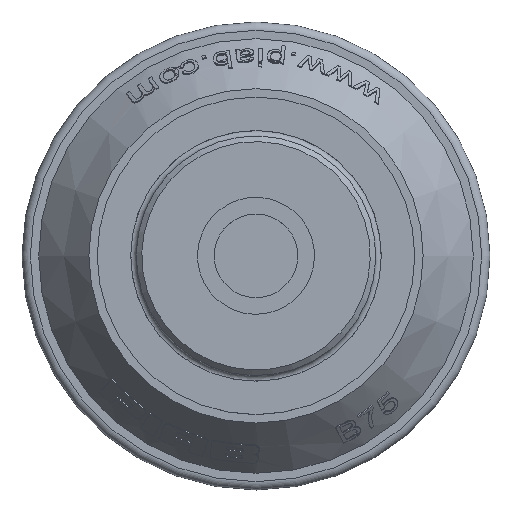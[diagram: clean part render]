
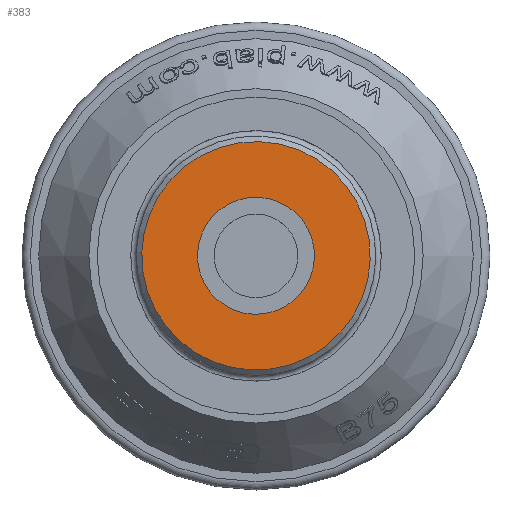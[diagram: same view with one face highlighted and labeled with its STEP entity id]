
A CAD part, top view. The second image highlights one B-rep face of the part: STEP entity #383.
In plain terms, the highlighted planar face has unit normal (0, 0, 1).
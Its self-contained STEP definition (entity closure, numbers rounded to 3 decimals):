
#383 = ADVANCED_FACE( '', ( #1027, #1028 ), #1029, .T. );
#1027 = FACE_OUTER_BOUND( '', #2022, .T. );
#1028 = FACE_BOUND( '', #2023, .T. );
#1029 = PLANE( '', #2024 );
#2022 = EDGE_LOOP( '', ( #3112 ) );
#2023 = EDGE_LOOP( '', ( #3113 ) );
#2024 = AXIS2_PLACEMENT_3D( '', #3114, #3115, #3116 );
#3112 = ORIENTED_EDGE( '', *, *, #6214, .T. );
#3113 = ORIENTED_EDGE( '', *, *, #6215, .T. );
#3114 = CARTESIAN_POINT( '', ( -21.5, 0., 6.5 ) );
#3115 = DIRECTION( '', ( 0., 0., 1. ) );
#3116 = DIRECTION( '', ( 1., 0., 0. ) );
#6214 = EDGE_CURVE( '', #7264, #7264, #7265, .T. );
#6215 = EDGE_CURVE( '', #7266, #7266, #7267, .T. );
#7264 = VERTEX_POINT( '', #8915 );
#7265 = CIRCLE( '', #8916, 20.5 );
#7266 = VERTEX_POINT( '', #8917 );
#7267 = CIRCLE( '', #8918, 10.5 );
#8915 = CARTESIAN_POINT( '', ( 20.5, 0., 6.5 ) );
#8916 = AXIS2_PLACEMENT_3D( '', #13717, #13718, #13719 );
#8917 = CARTESIAN_POINT( '', ( -10.5, 0., 6.5 ) );
#8918 = AXIS2_PLACEMENT_3D( '', #13720, #13721, #13722 );
#13717 = CARTESIAN_POINT( '', ( 0., 0., 6.5 ) );
#13718 = DIRECTION( '', ( 0., 0., 1. ) );
#13719 = DIRECTION( '', ( 1., 0., 0. ) );
#13720 = CARTESIAN_POINT( '', ( 0., 0., 6.5 ) );
#13721 = DIRECTION( '', ( 0., 0., -1. ) );
#13722 = DIRECTION( '', ( -1., 0., 0. ) );
